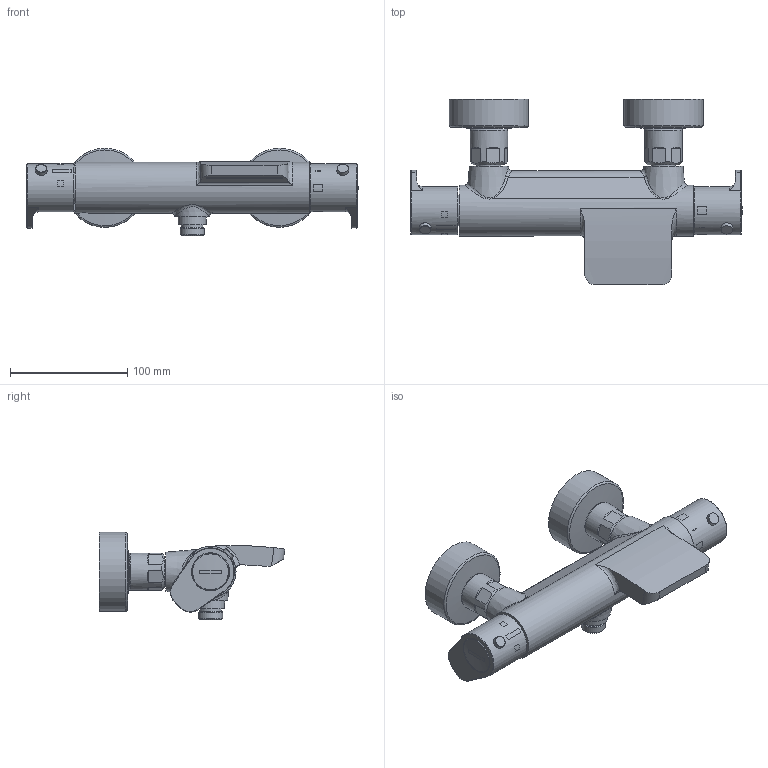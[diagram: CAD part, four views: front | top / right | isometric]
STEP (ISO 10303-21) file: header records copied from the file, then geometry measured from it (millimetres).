
FILE_DESCRIPTION (( 'STEP AP203' ), '1' );
FILE_NAME ('STEP36C300369.STEP', '2020-09-22T11:47:47', ( '' ), ( '' ), 'SwSTEP 2.0', 'SolidWorks 2018', '' );
FILE_SCHEMA (( 'CONFIG_CONTROL_DESIGN' ));
Length unit declared in the file: millimetre
Products named in the file (1): STEP36C300369
Bounding box: 283.34 x 158.47 x 74.65 mm (x, y, z)
Volume: 293955.9 mm3; surface area: 181651.2 mm2
Topology: 17 solids, 17 shells, 956 faces, 2328 edges, 1445 vertices
Faces by surface type: plane 291, cylinder 280, bspline 269, cone 82, torus 28, sphere 6
Full cylindrical faces by diameter (mm): 3.1 x2, 4.65 x2, 6 x1, 9.8 x3, 10 x1, 10.1 x2, 15 x3, 16 x6, 17.6 x2, 17.8 x2, 18.3 x2, 19 x1, 19.5 x2, 20.5 x2, 20.65 x2, 21.25 x2, 21.5 x1, 23.2 x1, 23.8 x2, 24 x2, 24.088 x2, 24.4 x1, 24.5 x2, 25.6 x2, 28 x2, 28.6 x2, 29.6 x1, 30.5 x2, 31 x4, 31.5 x2
Entity records: 51114 total; most frequent: CARTESIAN_POINT 32309, ORIENTED_EDGE 4196, DIRECTION 3133, EDGE_CURVE 2098, VERTEX_POINT 1389, AXIS2_PLACEMENT_3D 1289, EDGE_LOOP 1199, FACE_OUTER_BOUND 1053
